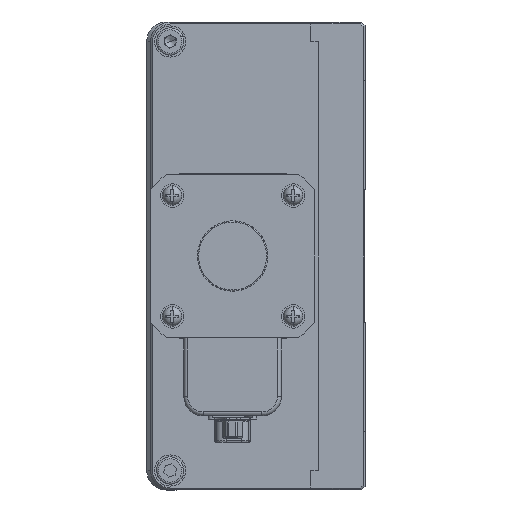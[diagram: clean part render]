
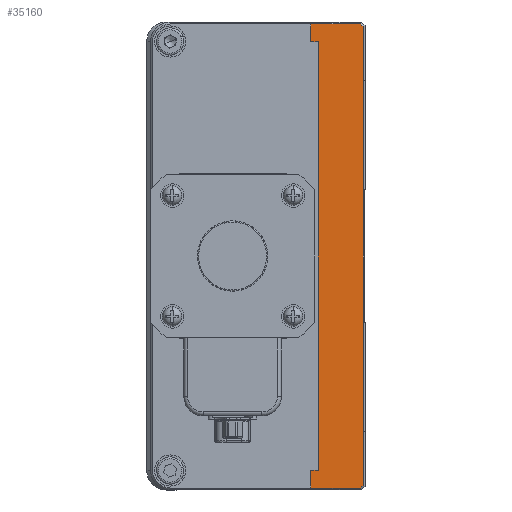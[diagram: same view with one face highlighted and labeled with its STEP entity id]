
A CAD part, left-side view. The second image highlights one B-rep face of the part: STEP entity #35160.
In plain terms, the highlighted planar face has unit normal (-1, 0, 0).
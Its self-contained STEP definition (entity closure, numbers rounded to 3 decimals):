
#1253 = EDGE_CURVE ( 'NONE', #44747, #35506, #40135, .T. ) ;
#1417 = ORIENTED_EDGE ( 'NONE', *, *, #1253, .T. ) ;
#1887 = LINE ( 'NONE', #12928, #12293 ) ;
#2286 = DIRECTION ( 'NONE',  ( 0., -1., 0. ) ) ;
#3187 = ORIENTED_EDGE ( 'NONE', *, *, #25312, .T. ) ;
#3410 = VERTEX_POINT ( 'NONE', #43720 ) ;
#4081 = ORIENTED_EDGE ( 'NONE', *, *, #29154, .T. ) ;
#4664 = DIRECTION ( 'NONE',  ( 0., -1., 0. ) ) ;
#4941 = EDGE_CURVE ( 'NONE', #19432, #24325, #30233, .T. ) ;
#5289 = VERTEX_POINT ( 'NONE', #28818 ) ;
#6051 = ORIENTED_EDGE ( 'NONE', *, *, #40932, .F. ) ;
#6193 = CARTESIAN_POINT ( 'NONE',  ( -1195.755, 14., -409.913 ) ) ;
#6600 = VECTOR ( 'NONE', #2286, 1000. ) ;
#7881 = CARTESIAN_POINT ( 'NONE',  ( -1195.755, 0., -409.913 ) ) ;
#8041 = VERTEX_POINT ( 'NONE', #25013 ) ;
#10000 = CARTESIAN_POINT ( 'NONE',  ( -1195.755, 14., -404.913 ) ) ;
#10001 = VECTOR ( 'NONE', #19870, 1000. ) ;
#10471 = EDGE_CURVE ( 'NONE', #46075, #28668, #45342, .T. ) ;
#10795 = CARTESIAN_POINT ( 'NONE',  ( -1195.755, 14., -290.413 ) ) ;
#11303 = ORIENTED_EDGE ( 'NONE', *, *, #47437, .T. ) ;
#11396 = CARTESIAN_POINT ( 'NONE',  ( -1195.755, 0.354, -408.56 ) ) ;
#12293 = VECTOR ( 'NONE', #44385, 1000. ) ;
#12889 = EDGE_CURVE ( 'NONE', #3410, #8041, #49458, .T. ) ;
#12928 = CARTESIAN_POINT ( 'NONE',  ( -1195.755, 0., -404.913 ) ) ;
#14703 = CARTESIAN_POINT ( 'NONE',  ( -1195.755, 1.207, -290.413 ) ) ;
#14986 = DIRECTION ( 'NONE',  ( 0., -0.707, 0.707 ) ) ;
#15684 = CARTESIAN_POINT ( 'NONE',  ( -1195.755, 0.5, -408.706 ) ) ;
#16161 = LINE ( 'NONE', #44196, #50563 ) ;
#16622 = ORIENTED_EDGE ( 'NONE', *, *, #23155, .T. ) ;
#17648 = ORIENTED_EDGE ( 'NONE', *, *, #10471, .T. ) ;
#19432 = VERTEX_POINT ( 'NONE', #10000 ) ;
#19613 = VECTOR ( 'NONE', #42297, 1000. ) ;
#19870 = DIRECTION ( 'NONE',  ( 0., 0., 1. ) ) ;
#21850 = DIRECTION ( 'NONE',  ( 0., 0., -1. ) ) ;
#22192 = ORIENTED_EDGE ( 'NONE', *, *, #12889, .T. ) ;
#23155 = EDGE_CURVE ( 'NONE', #35506, #3410, #16161, .T. ) ;
#23573 = CARTESIAN_POINT ( 'NONE',  ( -1195.755, 1.354, -290.267 ) ) ;
#24325 = VERTEX_POINT ( 'NONE', #39309 ) ;
#24455 = LINE ( 'NONE', #25292, #6600 ) ;
#24686 = ORIENTED_EDGE ( 'NONE', *, *, #4941, .T. ) ;
#25013 = CARTESIAN_POINT ( 'NONE',  ( -1195.755, 12., -294.913 ) ) ;
#25292 = CARTESIAN_POINT ( 'NONE',  ( -1195.755, 0., -409.413 ) ) ;
#25312 = EDGE_CURVE ( 'NONE', #28668, #5289, #38080, .T. ) ;
#25946 = CARTESIAN_POINT ( 'NONE',  ( -1195.755, 12., -404.913 ) ) ;
#26444 = ORIENTED_EDGE ( 'NONE', *, *, #27184, .T. ) ;
#26614 = VECTOR ( 'NONE', #29699, 1000. ) ;
#27184 = EDGE_CURVE ( 'NONE', #5289, #44747, #36758, .T. ) ;
#27945 = CARTESIAN_POINT ( 'NONE',  ( -1195.755, 12., -409.913 ) ) ;
#28668 = VERTEX_POINT ( 'NONE', #15684 ) ;
#28818 = CARTESIAN_POINT ( 'NONE',  ( -1195.755, 0.5, -291.121 ) ) ;
#29154 = EDGE_CURVE ( 'NONE', #24325, #46075, #24455, .T. ) ;
#29324 = VECTOR ( 'NONE', #14986, 1000. ) ;
#29328 = VERTEX_POINT ( 'NONE', #25946 ) ;
#29699 = DIRECTION ( 'NONE',  ( 0., 1., 0. ) ) ;
#30233 = LINE ( 'NONE', #6193, #46875 ) ;
#31406 = DIRECTION ( 'NONE',  ( 1., 0., 0. ) ) ;
#31976 = CARTESIAN_POINT ( 'NONE',  ( -1195.755, 0., -294.913 ) ) ;
#32651 = DIRECTION ( 'NONE',  ( 0., 0., -1. ) ) ;
#34384 = CARTESIAN_POINT ( 'NONE',  ( -1195.755, 0.5, -409.913 ) ) ;
#35160 = ADVANCED_FACE ( 'NONE', ( #50729 ), #35391, .F. ) ;
#35391 = PLANE ( 'NONE',  #45406 ) ;
#35506 = VERTEX_POINT ( 'NONE', #10795 ) ;
#36118 = VECTOR ( 'NONE', #46794, 1000. ) ;
#36758 = LINE ( 'NONE', #23573, #36118 ) ;
#38080 = LINE ( 'NONE', #34384, #19613 ) ;
#39013 = VECTOR ( 'NONE', #4664, 1000. ) ;
#39309 = CARTESIAN_POINT ( 'NONE',  ( -1195.755, 14., -409.413 ) ) ;
#39524 = LINE ( 'NONE', #27945, #10001 ) ;
#40135 = LINE ( 'NONE', #48982, #26614 ) ;
#40932 = EDGE_CURVE ( 'NONE', #29328, #8041, #39524, .T. ) ;
#42297 = DIRECTION ( 'NONE',  ( 0., 0., 1. ) ) ;
#43720 = CARTESIAN_POINT ( 'NONE',  ( -1195.755, 14., -294.913 ) ) ;
#44196 = CARTESIAN_POINT ( 'NONE',  ( -1195.755, 14., -409.913 ) ) ;
#44385 = DIRECTION ( 'NONE',  ( 0., 1., 0. ) ) ;
#44747 = VERTEX_POINT ( 'NONE', #14703 ) ;
#45132 = EDGE_LOOP ( 'NONE', ( #26444, #1417, #16622, #22192, #6051, #11303, #24686, #4081, #17648, #3187 ) ) ;
#45342 = LINE ( 'NONE', #11396, #29324 ) ;
#45406 = AXIS2_PLACEMENT_3D ( 'NONE', #7881, #31406, #47254 ) ;
#46075 = VERTEX_POINT ( 'NONE', #50673 ) ;
#46794 = DIRECTION ( 'NONE',  ( 0., 0.707, 0.707 ) ) ;
#46875 = VECTOR ( 'NONE', #21850, 1000. ) ;
#47254 = DIRECTION ( 'NONE',  ( 0., 1., 0. ) ) ;
#47437 = EDGE_CURVE ( 'NONE', #29328, #19432, #1887, .T. ) ;
#48982 = CARTESIAN_POINT ( 'NONE',  ( -1195.755, 0., -290.413 ) ) ;
#49458 = LINE ( 'NONE', #31976, #39013 ) ;
#50563 = VECTOR ( 'NONE', #32651, 1000. ) ;
#50673 = CARTESIAN_POINT ( 'NONE',  ( -1195.755, 1.207, -409.413 ) ) ;
#50729 = FACE_OUTER_BOUND ( 'NONE', #45132, .T. ) ;
